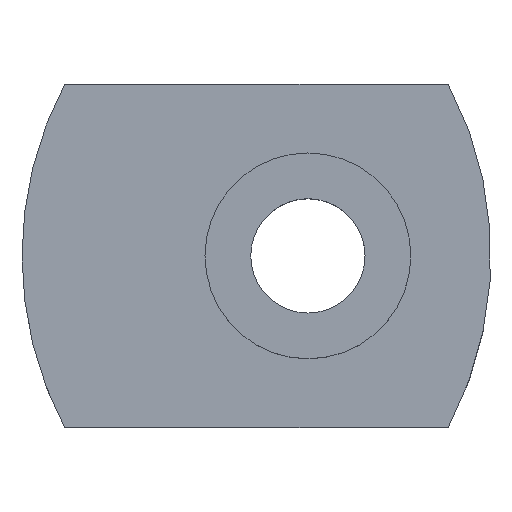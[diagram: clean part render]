
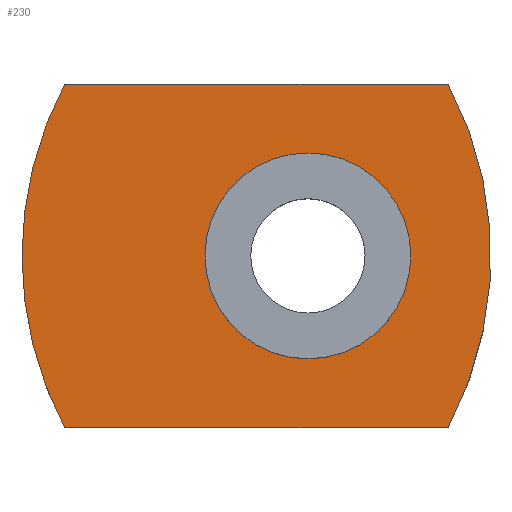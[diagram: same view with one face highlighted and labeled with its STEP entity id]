
A CAD part, top view. The second image highlights one B-rep face of the part: STEP entity #230.
In plain terms, the highlighted planar face has unit normal (0, 0, 1).
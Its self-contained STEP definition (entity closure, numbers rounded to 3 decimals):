
#4 = EDGE_CURVE ( 'NONE', #195, #166, #12, .T. ) ;
#12 = CIRCLE ( 'NONE', #99, 16. ) ;
#17 = ORIENTED_EDGE ( 'NONE', *, *, #48, .F. ) ;
#19 = EDGE_CURVE ( 'NONE', #152, #413, #40, .T. ) ;
#23 = CARTESIAN_POINT ( 'NONE',  ( -10.633, 7.5, 3. ) ) ;
#30 = EDGE_CURVE ( 'NONE', #129, #195, #185, .T. ) ;
#32 = AXIS2_PLACEMENT_3D ( 'NONE', #58, #374, #419 ) ;
#35 = ORIENTED_EDGE ( 'NONE', *, *, #19, .F. ) ;
#40 = CIRCLE ( 'NONE', #207, 4.5 ) ;
#46 = AXIS2_PLACEMENT_3D ( 'NONE', #404, #401, #366 ) ;
#48 = EDGE_CURVE ( 'NONE', #413, #152, #345, .T. ) ;
#58 = CARTESIAN_POINT ( 'NONE',  ( 0., 0., 3. ) ) ;
#59 = AXIS2_PLACEMENT_3D ( 'NONE', #228, #206, #360 ) ;
#70 = CARTESIAN_POINT ( 'NONE',  ( -10.633, -7.5, 3. ) ) ;
#71 = DIRECTION ( 'NONE',  ( 1., 0., 0. ) ) ;
#93 = ORIENTED_EDGE ( 'NONE', *, *, #30, .T. ) ;
#94 = CARTESIAN_POINT ( 'NONE',  ( 4.5, 0., 3. ) ) ;
#99 = AXIS2_PLACEMENT_3D ( 'NONE', #389, #361, #71 ) ;
#106 = CIRCLE ( 'NONE', #46, 16. ) ;
#123 = VERTEX_POINT ( 'NONE', #70 ) ;
#129 = VERTEX_POINT ( 'NONE', #336 ) ;
#132 = CARTESIAN_POINT ( 'NONE',  ( -10.633, 7.5, 3. ) ) ;
#137 = PLANE ( 'NONE',  #352 ) ;
#152 = VERTEX_POINT ( 'NONE', #94 ) ;
#154 = DIRECTION ( 'NONE',  ( -1., 0., 0. ) ) ;
#158 = EDGE_CURVE ( 'NONE', #326, #129, #198, .T. ) ;
#160 = ORIENTED_EDGE ( 'NONE', *, *, #158, .T. ) ;
#164 = EDGE_LOOP ( 'NONE', ( #250, #277, #324, #160, #93 ) ) ;
#165 = FACE_OUTER_BOUND ( 'NONE', #164, .T. ) ;
#166 = VERTEX_POINT ( 'NONE', #363 ) ;
#180 = EDGE_CURVE ( 'NONE', #123, #326, #329, .T. ) ;
#185 = LINE ( 'NONE', #23, #293 ) ;
#193 = DIRECTION ( 'NONE',  ( 0., 0., 1. ) ) ;
#195 = VERTEX_POINT ( 'NONE', #132 ) ;
#198 = CIRCLE ( 'NONE', #59, 16. ) ;
#206 = DIRECTION ( 'NONE',  ( 0., 0., 1. ) ) ;
#207 = AXIS2_PLACEMENT_3D ( 'NONE', #380, #193, #249 ) ;
#212 = CARTESIAN_POINT ( 'NONE',  ( 6.133, -7.5, 3. ) ) ;
#213 = EDGE_LOOP ( 'NONE', ( #17, #35 ) ) ;
#225 = FACE_BOUND ( 'NONE', #213, .T. ) ;
#228 = CARTESIAN_POINT ( 'NONE',  ( -8., 0., 3. ) ) ;
#230 = ADVANCED_FACE ( 'NONE', ( #225, #165 ), #137, .T. ) ;
#233 = CARTESIAN_POINT ( 'NONE',  ( -4.5, 0., 3. ) ) ;
#249 = DIRECTION ( 'NONE',  ( 1., 0., 0. ) ) ;
#250 = ORIENTED_EDGE ( 'NONE', *, *, #4, .T. ) ;
#273 = EDGE_CURVE ( 'NONE', #166, #123, #106, .T. ) ;
#277 = ORIENTED_EDGE ( 'NONE', *, *, #273, .T. ) ;
#291 = CARTESIAN_POINT ( 'NONE',  ( -10.633, -7.5, 3. ) ) ;
#293 = VECTOR ( 'NONE', #154, 1000. ) ;
#295 = DIRECTION ( 'NONE',  ( 1., 0., 0. ) ) ;
#298 = DIRECTION ( 'NONE',  ( 1., 0., 0. ) ) ;
#310 = VECTOR ( 'NONE', #295, 1000. ) ;
#324 = ORIENTED_EDGE ( 'NONE', *, *, #180, .T. ) ;
#325 = CARTESIAN_POINT ( 'NONE',  ( 3.5, 0., 3. ) ) ;
#326 = VERTEX_POINT ( 'NONE', #212 ) ;
#329 = LINE ( 'NONE', #291, #310 ) ;
#336 = CARTESIAN_POINT ( 'NONE',  ( 6.133, 7.5, 3. ) ) ;
#345 = CIRCLE ( 'NONE', #32, 4.5 ) ;
#352 = AXIS2_PLACEMENT_3D ( 'NONE', #325, #429, #298 ) ;
#360 = DIRECTION ( 'NONE',  ( 1., 0., 0. ) ) ;
#361 = DIRECTION ( 'NONE',  ( 0., 0., 1. ) ) ;
#363 = CARTESIAN_POINT ( 'NONE',  ( -12.5, 0., 3. ) ) ;
#366 = DIRECTION ( 'NONE',  ( 1., 0., 0. ) ) ;
#374 = DIRECTION ( 'NONE',  ( 0., 0., 1. ) ) ;
#380 = CARTESIAN_POINT ( 'NONE',  ( 0., 0., 3. ) ) ;
#389 = CARTESIAN_POINT ( 'NONE',  ( 3.5, 0., 3. ) ) ;
#401 = DIRECTION ( 'NONE',  ( 0., 0., 1. ) ) ;
#404 = CARTESIAN_POINT ( 'NONE',  ( 3.5, 0., 3. ) ) ;
#413 = VERTEX_POINT ( 'NONE', #233 ) ;
#419 = DIRECTION ( 'NONE',  ( 1., 0., 0. ) ) ;
#429 = DIRECTION ( 'NONE',  ( 0., 0., 1. ) ) ;
